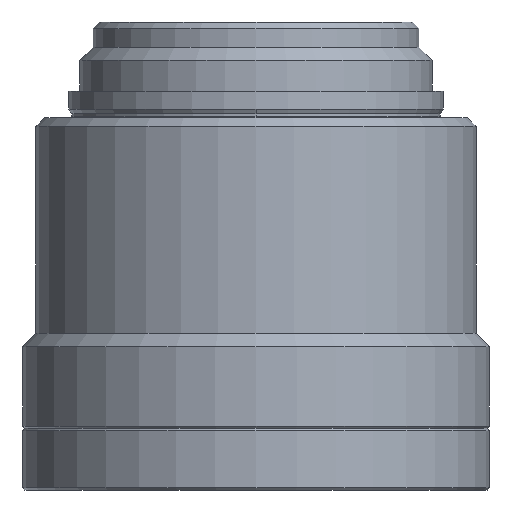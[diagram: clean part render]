
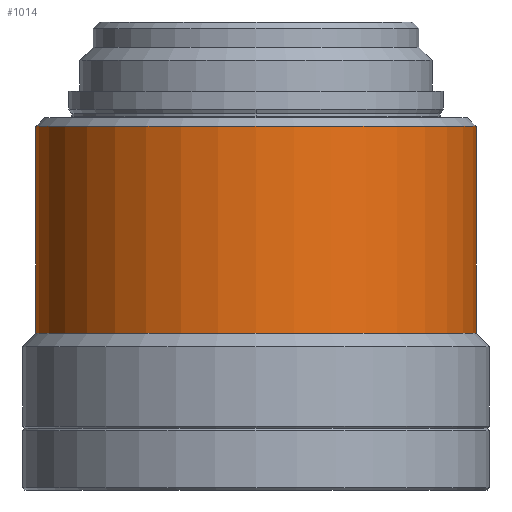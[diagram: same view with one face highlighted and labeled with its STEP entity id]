
A CAD part, front view. The second image highlights one B-rep face of the part: STEP entity #1014.
In plain terms, the highlighted cylindrical face has radius 50 mm (diameter 100 mm), a partial arc.
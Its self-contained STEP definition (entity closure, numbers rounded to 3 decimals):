
#33 = LINE ( 'NONE', #213, #95 ) ;
#67 = DIRECTION ( 'NONE',  ( 0., 0., -1. ) ) ;
#95 = VECTOR ( 'NONE', #909, 1000. ) ;
#134 = EDGE_CURVE ( 'Defeature ausgef�hrt1_5+Defeature ausgef�hrt1_6+Defeature ausgef�hrt1_6+Defeature ausgef�hrt1_6', #487, #191, #995, .T. ) ;
#138 = DIRECTION ( 'NONE',  ( 0., 0., -1. ) ) ;
#173 = VERTEX_POINT ( 'NONE', #1035 ) ;
#191 = VERTEX_POINT ( 'NONE', #957 ) ;
#213 = CARTESIAN_POINT ( 'NONE',  ( -50., 0., -93.93 ) ) ;
#258 = ORIENTED_EDGE ( 'NONE', *, *, #134, .T. ) ;
#286 = VERTEX_POINT ( 'NONE', #719 ) ;
#303 = CARTESIAN_POINT ( 'NONE',  ( 0., 0., -68.93 ) ) ;
#312 = CARTESIAN_POINT ( 'NONE',  ( 0., 0., -93.93 ) ) ;
#318 = CIRCLE ( 'NONE', #1112, 50. ) ;
#364 = EDGE_CURVE ( 'Defeature ausgef�hrt1_4+Defeature ausgef�hrt1_5+Defeature ausgef�hrt1_5+Defeature ausgef�hrt1_5', #286, #173, #318, .T. ) ;
#371 = ORIENTED_EDGE ( 'NONE', *, *, #893, .T. ) ;
#439 = CARTESIAN_POINT ( 'NONE',  ( 0., 0., -21.93 ) ) ;
#454 = ORIENTED_EDGE ( 'NONE', *, *, #364, .F. ) ;
#483 = DIRECTION ( 'NONE',  ( -1., 0., 0. ) ) ;
#487 = VERTEX_POINT ( 'NONE', #692 ) ;
#513 = DIRECTION ( 'NONE',  ( 0., 0., -1. ) ) ;
#515 = DIRECTION ( 'NONE',  ( -1., 0., 0. ) ) ;
#555 = AXIS2_PLACEMENT_3D ( 'NONE', #312, #138, #1013 ) ;
#561 = ORIENTED_EDGE ( 'NONE', *, *, #1079, .F. ) ;
#621 = CYLINDRICAL_SURFACE ( 'NONE', #555, 50. ) ;
#652 = VECTOR ( 'NONE', #513, 1000. ) ;
#692 = CARTESIAN_POINT ( 'NONE',  ( 50., 0., -21.93 ) ) ;
#719 = CARTESIAN_POINT ( 'NONE',  ( 50., 0., -68.93 ) ) ;
#779 = AXIS2_PLACEMENT_3D ( 'NONE', #439, #67, #515 ) ;
#876 = LINE ( 'NONE', #1038, #652 ) ;
#893 = EDGE_CURVE ( 'NONE', #191, #173, #33, .T. ) ;
#909 = DIRECTION ( 'NONE',  ( 0., 0., -1. ) ) ;
#916 = DIRECTION ( 'NONE',  ( 0., 0., -1. ) ) ;
#957 = CARTESIAN_POINT ( 'NONE',  ( -50., 0., -21.93 ) ) ;
#995 = CIRCLE ( 'NONE', #779, 50. ) ;
#1004 = FACE_OUTER_BOUND ( 'NONE', #1133, .T. ) ;
#1013 = DIRECTION ( 'NONE',  ( -1., 0., 0. ) ) ;
#1014 = ADVANCED_FACE ( 'Defeature ausgef�hrt1_5', ( #1004 ), #621, .T. ) ;
#1035 = CARTESIAN_POINT ( 'NONE',  ( -50., 0., -68.93 ) ) ;
#1038 = CARTESIAN_POINT ( 'NONE',  ( 50., 0., -93.93 ) ) ;
#1079 = EDGE_CURVE ( 'NONE', #487, #286, #876, .T. ) ;
#1112 = AXIS2_PLACEMENT_3D ( 'NONE', #303, #916, #483 ) ;
#1133 = EDGE_LOOP ( 'NONE', ( #561, #258, #371, #454 ) ) ;
